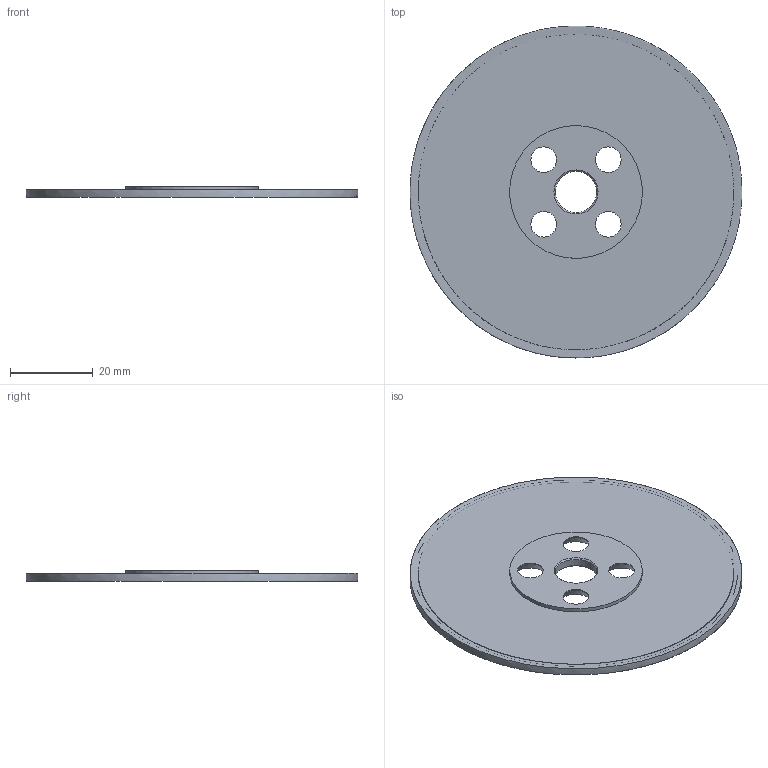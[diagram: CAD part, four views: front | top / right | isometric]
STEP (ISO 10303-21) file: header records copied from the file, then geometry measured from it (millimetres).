
FILE_DESCRIPTION(/* description */ (''),/* implementation_level */ '2;1');
FILE_NAME(/* name */ 'toolassembly_1.stp',/* time_stamp */ '2018-10-19T13:01:41+02:00',/* author */ (''),/* organization */ ('SMS'),/* preprocessor_version */ 'ST-DEVELOPER v15',/* originating_system */ 'SIEMENS PLM Software NX 8.5',/* authorisation */ '');
FILE_SCHEMA (('AUTOMOTIVE_DESIGN { 1 0 10303 214 3 1 1 1 }'));
Length unit declared in the file: millimetre
Products named in the file (4): ASSEMBLY_CONSTRUCTION; CUT_20181019130049; NOCUT_20181019130045; TOOLASSEMBLY_1
Assembly tree (3 placements, depth 2):
  TOOLASSEMBLY_1
    NOCUT_20181019130045
    CUT_20181019130049
    ASSEMBLY_CONSTRUCTION
Bounding box: 80 x 80 x 2.65 mm (x, y, z)
Volume: 8240.5 mm3; surface area: 11700.5 mm2
Topology: 2 solids, 2 shells, 26 faces, 67 edges, 54 vertices
Faces by surface type: cone 14, cylinder 7, plane 3, bspline 2
Full cylindrical faces by diameter (mm): 6.168 x4, 10.005 x1, 32 x1, 78.216 x1
Entity records: 4022 total; most frequent: CARTESIAN_POINT 3247, DIRECTION 144, ORIENTED_EDGE 88, AXIS2_PLACEMENT_3D 72, EDGE_LOOP 52, FACE_BOUND 44, EDGE_CURVE 44, VERTEX_POINT 36
